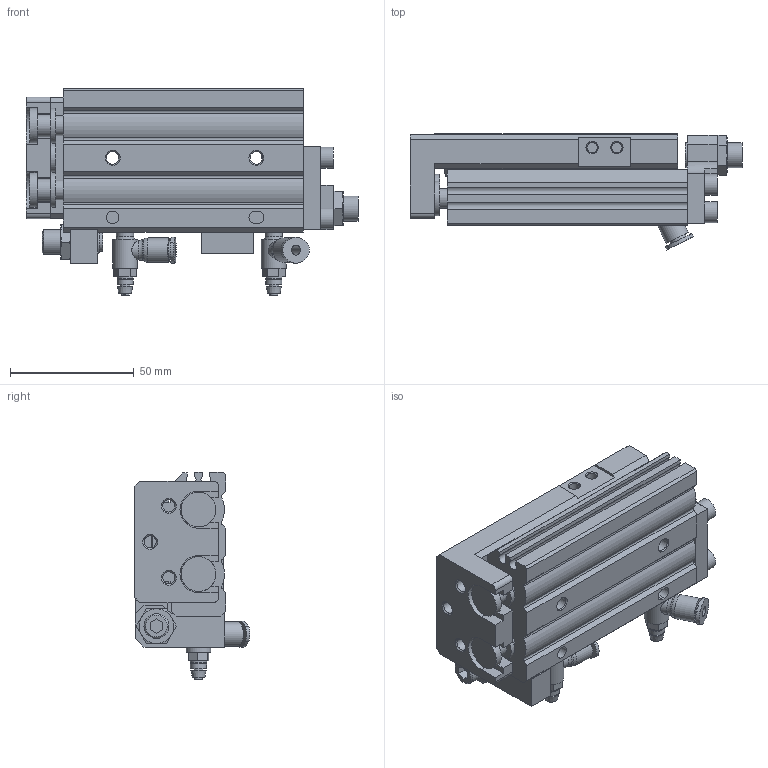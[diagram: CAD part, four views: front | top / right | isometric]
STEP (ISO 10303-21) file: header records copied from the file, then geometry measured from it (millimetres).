
FILE_DESCRIPTION(/* description */ (''),/* implementation_level */ '2;1');
FILE_NAME(/* name */ 'MXQ16-40ASCT(0_0).stp',/* time_stamp */ '2023-06-27T08:52:48+07:00',/* author */ ('PT'),/* organization */ (''),/* preprocessor_version */ 'ST-DEVELOPER v18.1',/* originating_system */ 'Autodesk Inventor 2021',/* authorisation */ '');
FILE_SCHEMA (('AUTOMOTIVE_DESIGN { 1 0 10303 214 3 1 1 }'));
Length unit declared in the file: millimetre
Products named in the file (10): MXQ16-40ASCT(0_0); MXQ16-40(0)_BODY_1; MXQ16-40(0)_TABLE_1; MXQ-AS16_AOP-TM(ASCT); MXQ-CT16_AOP(ASCT); MXQ-A1638_CT; MXQ-AS16_AOP-BM(ASCT); MXQ-A1627_AS; MXQ-AC16_NUT; PACK-MESLA4-M5
Assembly tree (11 placements, depth 2):
  MXQ16-40ASCT(0_0)
    MXQ16-40(0)_BODY_1
    MXQ16-40(0)_TABLE_1
    MXQ-AS16_AOP-TM(ASCT)
    MXQ-CT16_AOP(ASCT)
    MXQ-A1638_CT
    MXQ-AC16_NUT  x2
    MXQ-AS16_AOP-BM(ASCT)
    MXQ-A1627_AS
    PACK-MESLA4-M5  x2
Bounding box: 134 x 46.75 x 83.57 mm (x, y, z)
Volume: 195834.6 mm3; surface area: 70101.6 mm2
Topology: 11 solids, 11 shells, 501 faces, 1139 edges, 736 vertices
Faces by surface type: plane 311, cylinder 117, cone 69, torus 2, bspline 2
Full cylindrical faces by diameter (mm): 3.3 x2, 4 x4, 4.1 x2, 4.134 x16, 4.917 x3, 5 x6, 5.1 x2, 6.5 x4, 7 x4, 7.4 x1, 8 x6, 8.376 x1, 8.5 x8, 8.917 x3, 9 x6, 9.5 x1, 9.9 x2, 10 x4, 10.5 x2, 11.5 x1, 14 x4, 16 x4, 17 x2
Entity records: 12640 total; most frequent: CARTESIAN_POINT 2193, DIRECTION 2117, ORIENTED_EDGE 1968, EDGE_CURVE 984, AXIS2_PLACEMENT_3D 717, LINE 683, VECTOR 683, VERTEX_POINT 638
